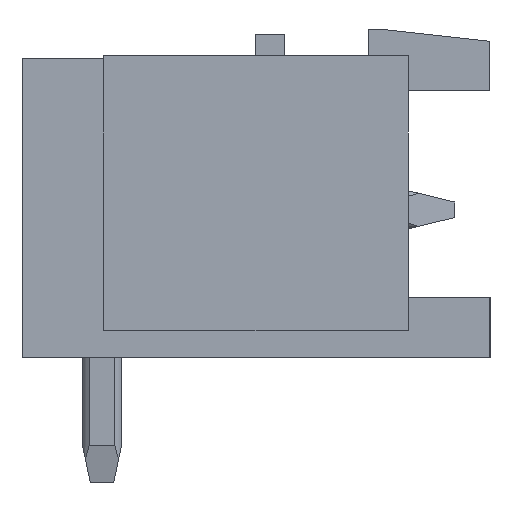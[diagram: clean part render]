
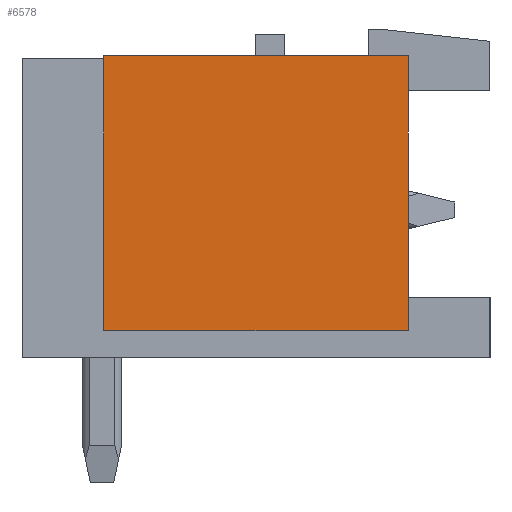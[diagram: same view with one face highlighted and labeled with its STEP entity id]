
A CAD part, left-side view. The second image highlights one B-rep face of the part: STEP entity #6578.
In plain terms, the highlighted planar face has unit normal (-1, 0, 0).
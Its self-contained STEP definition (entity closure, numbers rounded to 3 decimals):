
#6542=AXIS2_PLACEMENT_3D('Plane Axis2P3D',#6539,#6540,#6541) ;
#6539=CARTESIAN_POINT('Axis2P3D Location',(0.,2.1,0.)) ;
#6544=CARTESIAN_POINT('Line Origine',(0.,9.9,7.425)) ;
#6548=CARTESIAN_POINT('Vertex',(0.,9.9,3.9)) ;
#6550=CARTESIAN_POINT('Vertex',(0.,9.9,10.95)) ;
#6553=CARTESIAN_POINT('Line Origine',(0.,6.,3.9)) ;
#6557=CARTESIAN_POINT('Vertex',(0.,2.1,3.9)) ;
#6560=CARTESIAN_POINT('Line Origine',(0.,2.1,7.425)) ;
#6564=CARTESIAN_POINT('Vertex',(0.,2.1,10.95)) ;
#6567=CARTESIAN_POINT('Line Origine',(0.,6.,10.95)) ;
#6540=DIRECTION('Axis2P3D Direction',(1.,0.,0.)) ;
#6541=DIRECTION('Axis2P3D XDirection',(0.,1.,0.)) ;
#6545=DIRECTION('Vector Direction',(0.,0.,1.)) ;
#6554=DIRECTION('Vector Direction',(0.,1.,0.)) ;
#6561=DIRECTION('Vector Direction',(0.,0.,1.)) ;
#6568=DIRECTION('Vector Direction',(0.,1.,0.)) ;
#6546=VECTOR('Line Direction',#6545,1.) ;
#6555=VECTOR('Line Direction',#6554,1.) ;
#6562=VECTOR('Line Direction',#6561,1.) ;
#6569=VECTOR('Line Direction',#6568,1.) ;
#6573=ORIENTED_EDGE('',*,*,#6552,.F.) ;
#6574=ORIENTED_EDGE('',*,*,#6559,.T.) ;
#6575=ORIENTED_EDGE('',*,*,#6566,.T.) ;
#6576=ORIENTED_EDGE('',*,*,#6571,.F.) ;
#6578=ADVANCED_FACE('Housing',(#6577),#6543,.F.) ;
#6552=EDGE_CURVE('',#6549,#6551,#6547,.T.) ;
#6559=EDGE_CURVE('',#6549,#6558,#6556,.F.) ;
#6566=EDGE_CURVE('',#6558,#6565,#6563,.T.) ;
#6571=EDGE_CURVE('',#6551,#6565,#6570,.F.) ;
#6572=EDGE_LOOP('',(#6573,#6574,#6575,#6576)) ;
#6577=FACE_OUTER_BOUND('',#6572,.T.) ;
#6547=LINE('Line',#6544,#6546) ;
#6556=LINE('Line',#6553,#6555) ;
#6563=LINE('Line',#6560,#6562) ;
#6570=LINE('Line',#6567,#6569) ;
#6543=PLANE('',#6542) ;
#6549=VERTEX_POINT('',#6548) ;
#6551=VERTEX_POINT('',#6550) ;
#6558=VERTEX_POINT('',#6557) ;
#6565=VERTEX_POINT('',#6564) ;
